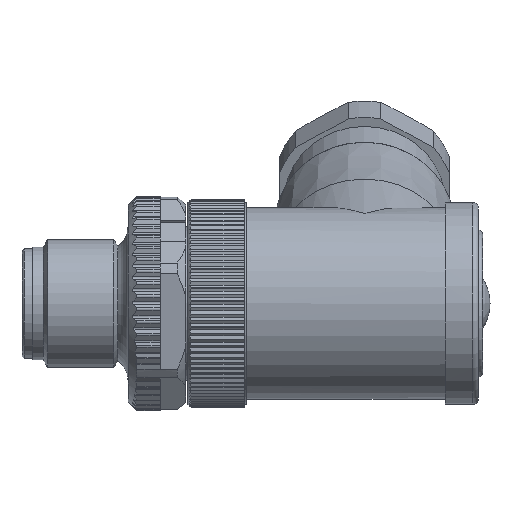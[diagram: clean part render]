
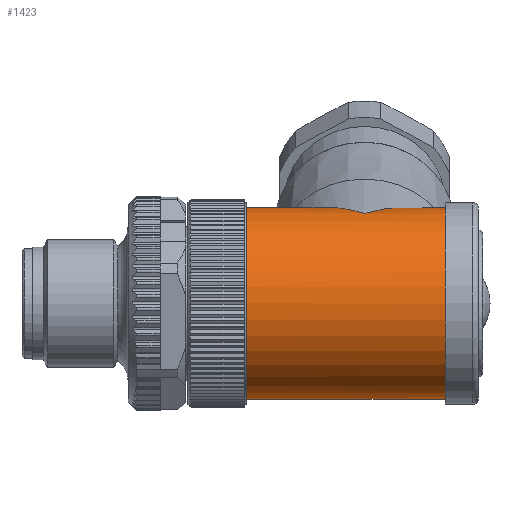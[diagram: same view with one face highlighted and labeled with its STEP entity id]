
A CAD part, top view. The second image highlights one B-rep face of the part: STEP entity #1423.
In plain terms, the highlighted cylindrical face has radius 9 mm (diameter 18 mm), a full revolution.
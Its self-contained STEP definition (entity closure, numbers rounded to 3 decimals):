
#81=ELLIPSE('',#13003,12.728,9.);
#82=ELLIPSE('',#13004,12.728,9.);
#83=ELLIPSE('',#13005,12.728,9.);
#115=FACE_BOUND('',#2945,.T.);
#116=FACE_BOUND('',#2946,.T.);
#1423=ADVANCED_FACE('',(#115,#116),#1884,.T.);
#1884=CYLINDRICAL_SURFACE('',#13007,9.);
#2945=EDGE_LOOP('',(#7137));
#2946=EDGE_LOOP('',(#7138,#7139,#7140,#7141));
#7137=ORIENTED_EDGE('',*,*,#10649,.T.);
#7138=ORIENTED_EDGE('',*,*,#11162,.F.);
#7139=ORIENTED_EDGE('',*,*,#11163,.F.);
#7140=ORIENTED_EDGE('',*,*,#11164,.F.);
#7141=ORIENTED_EDGE('',*,*,#11165,.T.);
#9404=VERTEX_POINT('',#17483);
#9617=VERTEX_POINT('',#19022);
#9618=VERTEX_POINT('',#19023);
#9619=VERTEX_POINT('',#19025);
#9620=VERTEX_POINT('',#19027);
#10649=EDGE_CURVE('',#9404,#9404,#12285,.T.);
#11162=EDGE_CURVE('',#9617,#9618,#81,.T.);
#11163=EDGE_CURVE('',#9619,#9617,#82,.T.);
#11164=EDGE_CURVE('',#9620,#9619,#83,.T.);
#11165=EDGE_CURVE('',#9620,#9618,#12294,.T.);
#12285=CIRCLE('',#12787,9.);
#12294=CIRCLE('',#13006,9.);
#12787=AXIS2_PLACEMENT_3D('',#17482,#14328,#14329);
#13003=AXIS2_PLACEMENT_3D('',#19021,#15062,#15063);
#13004=AXIS2_PLACEMENT_3D('',#19024,#15064,#15065);
#13005=AXIS2_PLACEMENT_3D('',#19026,#15066,#15067);
#13006=AXIS2_PLACEMENT_3D('',#19028,#15068,#15069);
#13007=AXIS2_PLACEMENT_3D('',#19029,#15070,#15071);
#14328=DIRECTION('',(1.,0.,0.));
#14329=DIRECTION('',(0.,0.,-1.));
#15062=DIRECTION('',(-0.707,0.242,-0.664));
#15063=DIRECTION('',(0.707,0.242,-0.664));
#15064=DIRECTION('',(0.707,0.242,-0.664));
#15065=DIRECTION('',(0.707,-0.242,0.664));
#15066=DIRECTION('',(-0.707,0.242,-0.664));
#15067=DIRECTION('',(0.707,0.242,-0.664));
#15068=DIRECTION('',(-1.,0.,0.));
#15069=DIRECTION('',(0.,0.342,-0.94));
#15070=DIRECTION('',(1.,0.,0.));
#15071=DIRECTION('',(0.,0.342,-0.94));
#17482=CARTESIAN_POINT('',(15.7,0.,0.));
#17483=CARTESIAN_POINT('',(15.7,0.,-9.));
#19021=CARTESIAN_POINT('',(26.8,0.,0.));
#19022=CARTESIAN_POINT('',(26.8,8.457,3.078));
#19023=CARTESIAN_POINT('',(34.4,7.129,-5.493));
#19024=CARTESIAN_POINT('',(26.8,0.,0.));
#19025=CARTESIAN_POINT('',(26.8,-8.457,-3.078));
#19026=CARTESIAN_POINT('',(26.8,0.,0.));
#19027=CARTESIAN_POINT('',(34.4,-1.931,-8.79));
#19028=CARTESIAN_POINT('',(34.4,0.,0.));
#19029=CARTESIAN_POINT('',(23.4,0.,0.));
